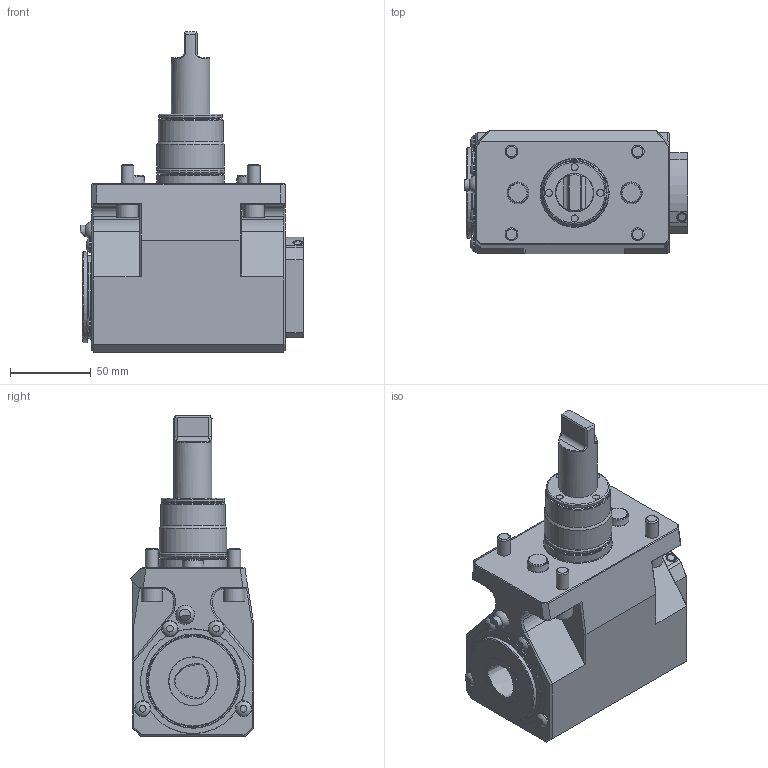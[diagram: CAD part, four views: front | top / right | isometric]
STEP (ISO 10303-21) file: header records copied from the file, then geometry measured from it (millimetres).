
FILE_DESCRIPTION(/* description */ ('Unknown'),/* implementation_level */ '2;1');
FILE_NAME(/* name */ 'C3-DNI-MS42A-I',/* time_stamp */ '2023-05-17T06:51:46+02:00',/* author */ ('WTO KS'),/* organization */ ('WTO'),/* preprocessor_version */ 'ST-DEVELOPER v16.7',/* originating_system */ 'DEX',/* authorisation */ $);
FILE_SCHEMA (('AUTOMOTIVE_DESIGN {1 0 10303 214 3 1 1}'));
Length unit declared in the file: millimetre
Products named in the file (1): C3-DNI-MS42A-I
Bounding box: 138.3 x 76.32 x 198 mm (x, y, z)
Volume: 958789.9 mm3; surface area: 79007.7 mm2
Topology: 1 solids, 1 shells, 303 faces, 700 edges, 437 vertices
Faces by surface type: plane 162, cone 59, cylinder 55, torus 17, bspline 5, sphere 5
Full cylindrical faces by diameter (mm): 2 x1, 7 x1, 8 x4, 8.5 x4, 9 x4, 9.5 x4, 13 x4, 13.5 x2, 23.7 x1, 34.8 x1, 37 x2, 39.2 x1, 40 x1, 41.8 x2, 42 x1, 51.5 x1, 56 x1
Entity records: 7969 total; most frequent: CARTESIAN_POINT 1642, DIRECTION 1318, ORIENTED_EDGE 1140, EDGE_CURVE 570, AXIS2_PLACEMENT_3D 509, EDGE_LOOP 438, FACE_BOUND 438, VERTEX_POINT 404
